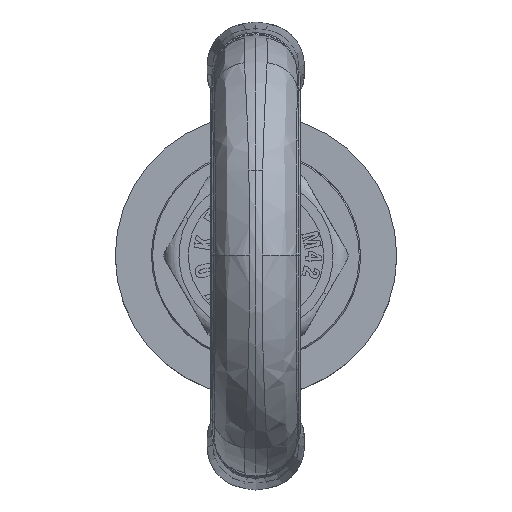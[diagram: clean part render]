
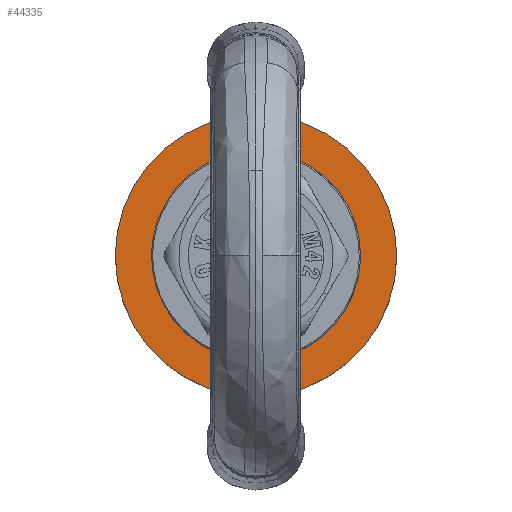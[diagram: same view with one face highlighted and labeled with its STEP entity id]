
A CAD part, top view. The second image highlights one B-rep face of the part: STEP entity #44335.
In plain terms, the highlighted planar face has unit normal (0, 0, 1).
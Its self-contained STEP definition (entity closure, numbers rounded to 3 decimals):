
#44272=CARTESIAN_POINT('Vertex',(56.5,0.,0.)) ;
#44275=CARTESIAN_POINT('Axis2P3D Location',(0.,0.,0.)) ;
#44279=CARTESIAN_POINT('Vertex',(-56.5,0.,0.)) ;
#44314=CARTESIAN_POINT('Axis2P3D Location',(0.,0.,0.)) ;
#44326=CARTESIAN_POINT('Axis2P3D Location',(0.,0.,0.)) ;
#44276=DIRECTION('Axis2P3D Direction',(0.,0.,1.)) ;
#44315=DIRECTION('Axis2P3D Direction',(0.,0.,1.)) ;
#44327=DIRECTION('Axis2P3D Direction',(0.,0.,1.)) ;
#44328=DIRECTION('Axis2P3D XDirection',(1.,0.,0.)) ;
#44277=AXIS2_PLACEMENT_3D('Circle Axis2P3D',#44275,#44276,$) ;
#44316=AXIS2_PLACEMENT_3D('Circle Axis2P3D',#44314,#44315,$) ;
#44329=AXIS2_PLACEMENT_3D('Plane Axis2P3D',#44326,#44327,#44328) ;
#44332=ORIENTED_EDGE('',*,*,#44281,.T.) ;
#44333=ORIENTED_EDGE('',*,*,#44318,.F.) ;
#44335=ADVANCED_FACE('YK8231-200C-A',(#44334),#44330,.T.) ;
#44278=CIRCLE('generated circle',#44277,56.5) ;
#44317=CIRCLE('generated circle',#44316,56.5) ;
#44281=EDGE_CURVE('',#44280,#44273,#44278,.T.) ;
#44318=EDGE_CURVE('',#44280,#44273,#44317,.F.) ;
#44331=EDGE_LOOP('',(#44332,#44333)) ;
#44334=FACE_OUTER_BOUND('',#44331,.T.) ;
#44330=PLANE('',#44329) ;
#44273=VERTEX_POINT('',#44272) ;
#44280=VERTEX_POINT('',#44279) ;
